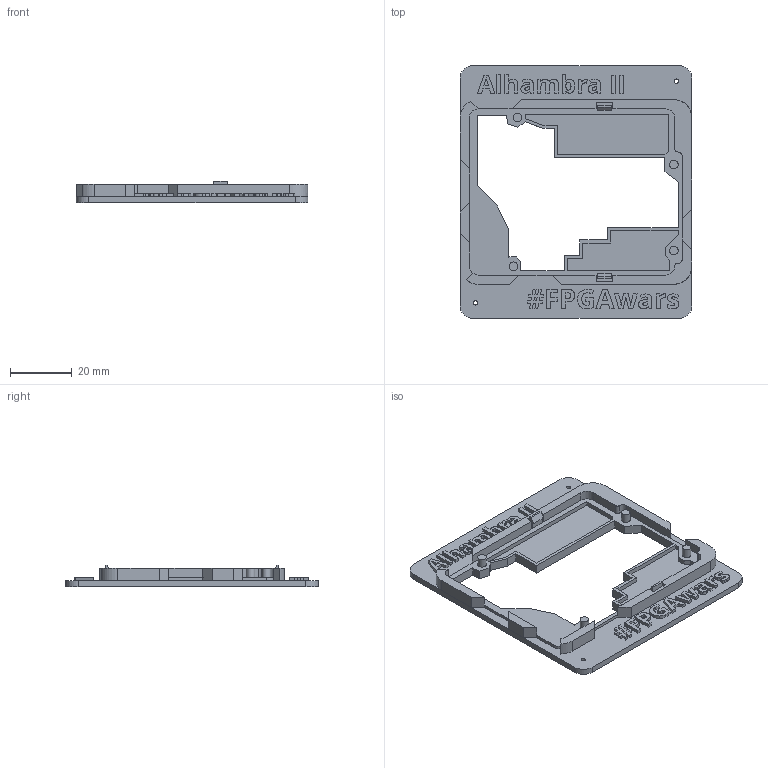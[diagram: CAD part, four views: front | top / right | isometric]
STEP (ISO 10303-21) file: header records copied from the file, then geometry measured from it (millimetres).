
FILE_DESCRIPTION(('FreeCAD Model'),'2;1');
FILE_NAME('Alhambra_II_support_With_text.step','2018-09-01T10:00:38',( 'Author'),(''),'Open CASCADE STEP processor 6.8','FreeCAD','Unknown' );
FILE_SCHEMA(('AUTOMOTIVE_DESIGN { 1 0 10303 214 1 1 1 1 }'));
Length unit declared in the file: millimetre
Products named in the file (1): Final_with_text_Alhambra_II
Bounding box: 75.21 x 82 x 7 mm (x, y, z)
Volume: 11459.4 mm3; surface area: 12147 mm2
Topology: 1 solids, 1 shells, 505 faces, 1394 edges, 926 vertices
Faces by surface type: plane 326, extrusion 156, cylinder 23
Full cylindrical faces by diameter (mm): 1.4 x2, 2.8 x4
Entity records: 34160 total; most frequent: CARTESIAN_POINT 7311, DIRECTION 4355, VECTOR 3517, LINE 3361, ORIENTED_EDGE 2788, PCURVE 2788, DEFINITIONAL_REPRESENTATION 2788, EDGE_CURVE 1394
